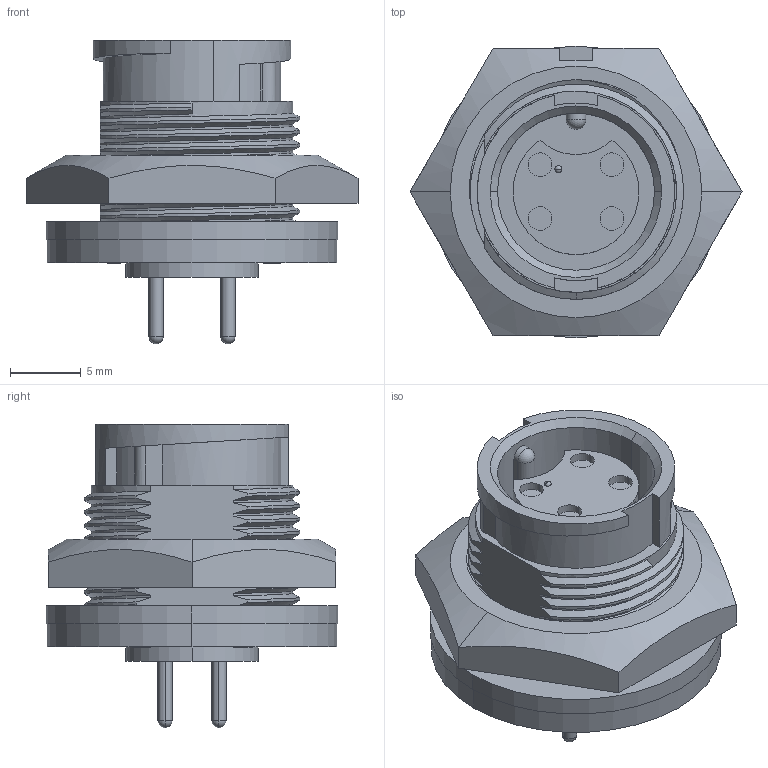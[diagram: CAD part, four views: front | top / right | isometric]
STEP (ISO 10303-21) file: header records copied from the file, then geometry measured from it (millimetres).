
FILE_DESCRIPTION (( 'STEP AP203' ), '1' );
FILE_NAME ('7281-4SG-300.STEP', '2013-09-06T14:05:37', ( 'J0FPBF1' ), ( '' ), 'SwSTEP 2.0', 'SolidWorks 2012', '' );
FILE_SCHEMA (( 'CONFIG_CONTROL_DESIGN' ));
Length unit declared in the file: inch
Products named in the file (1): 7281-4SG-300
Bounding box: 23.46 x 20.62 x 21.46 mm (x, y, z)
Volume: 3167.4 mm3; surface area: 2980.1 mm2
Topology: 2 solids, 2 shells, 213 faces, 554 edges, 364 vertices
Faces by surface type: plane 77, cylinder 69, bspline 52, torus 8, cone 4, sphere 3
Entity records: 18632 total; most frequent: CARTESIAN_POINT 13858, ORIENTED_EDGE 1104, DIRECTION 803, EDGE_CURVE 552, VERTEX_POINT 363, AXIS2_PLACEMENT_3D 268, LINE 267, VECTOR 267
